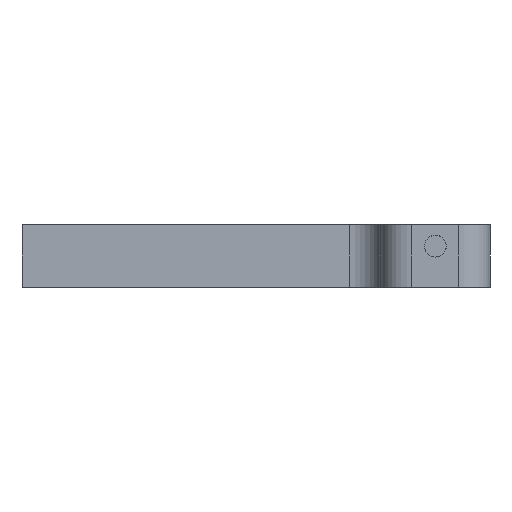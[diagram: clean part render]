
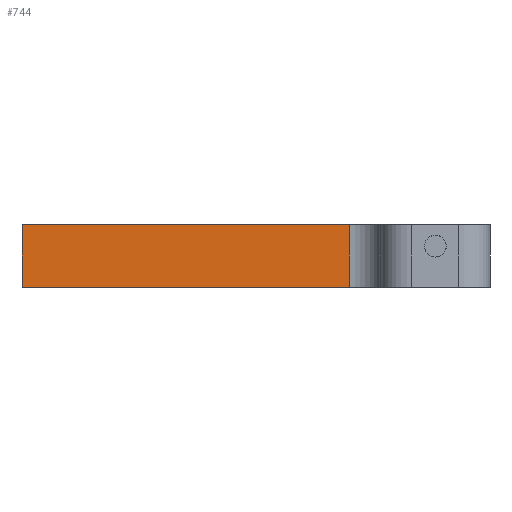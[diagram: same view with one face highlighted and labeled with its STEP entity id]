
A CAD part, front view. The second image highlights one B-rep face of the part: STEP entity #744.
In plain terms, the highlighted planar face has unit normal (0, -1, 0).
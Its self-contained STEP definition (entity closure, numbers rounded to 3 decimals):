
#63=PLANE('',#832);
#83=FACE_OUTER_BOUND('',#142,.T.);
#142=EDGE_LOOP('',(#590,#591,#592,#593));
#195=LINE('',#1207,#244);
#206=LINE('',#1235,#255);
#212=LINE('',#1282,#261);
#213=LINE('',#1283,#262);
#244=VECTOR('',#919,10.);
#255=VECTOR('',#942,10.);
#261=VECTOR('',#990,10.);
#262=VECTOR('',#991,10.);
#348=VERTEX_POINT('',#1200);
#351=VERTEX_POINT('',#1205);
#362=VERTEX_POINT('',#1233);
#382=VERTEX_POINT('',#1281);
#425=EDGE_CURVE('',#351,#348,#195,.T.);
#439=EDGE_CURVE('',#362,#351,#206,.T.);
#462=EDGE_CURVE('',#362,#382,#212,.T.);
#463=EDGE_CURVE('',#348,#382,#213,.T.);
#590=ORIENTED_EDGE('',*,*,#425,.F.);
#591=ORIENTED_EDGE('',*,*,#439,.F.);
#592=ORIENTED_EDGE('',*,*,#462,.T.);
#593=ORIENTED_EDGE('',*,*,#463,.F.);
#744=ADVANCED_FACE('',(#83),#63,.T.);
#832=AXIS2_PLACEMENT_3D('',#1280,#988,#989);
#919=DIRECTION('',(0.,0.,-1.));
#942=DIRECTION('',(1.,0.,0.));
#988=DIRECTION('center_axis',(0.,-1.,0.));
#989=DIRECTION('ref_axis',(1.,0.,0.));
#990=DIRECTION('',(0.,0.,-1.));
#991=DIRECTION('',(-1.,0.,0.));
#1200=CARTESIAN_POINT('',(12.,-30.,0.));
#1205=CARTESIAN_POINT('',(12.,-30.,8.));
#1207=CARTESIAN_POINT('',(12.,-30.,4.));
#1233=CARTESIAN_POINT('',(-30.,-30.,8.));
#1235=CARTESIAN_POINT('',(-30.,-30.,8.));
#1280=CARTESIAN_POINT('Origin',(-28.,-30.,0.));
#1281=CARTESIAN_POINT('',(-30.,-30.,0.));
#1282=CARTESIAN_POINT('',(-30.,-30.,8.));
#1283=CARTESIAN_POINT('',(28.,-30.,0.));
